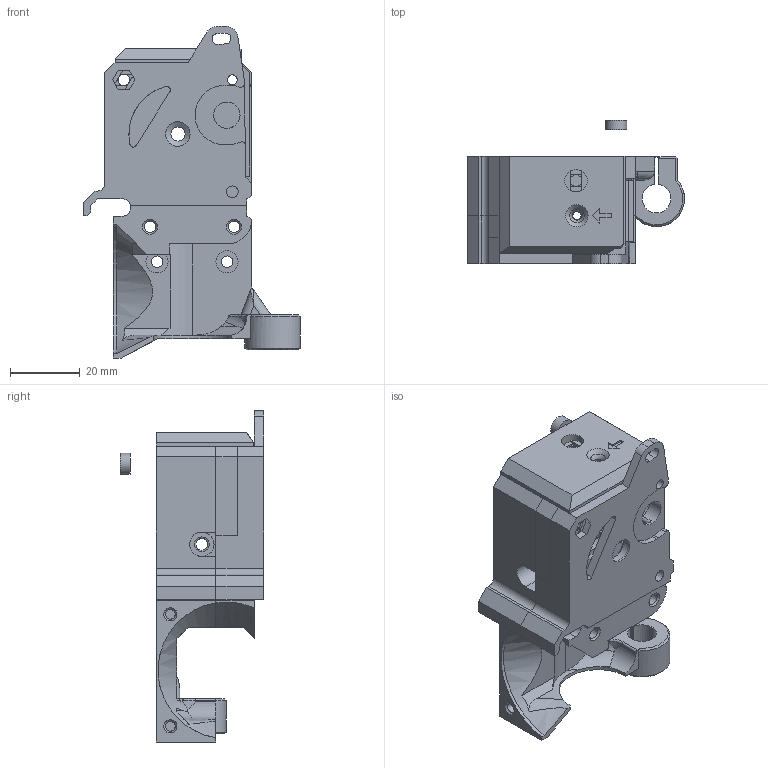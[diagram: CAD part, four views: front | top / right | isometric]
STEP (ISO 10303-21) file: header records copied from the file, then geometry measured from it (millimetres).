
FILE_DESCRIPTION(/* description */ (''),/* implementation_level */ '2;1');
FILE_NAME(/* name */ 'R6 Pruxta VersionB v17.step',/* time_stamp */ '2024-06-21T10:08:57+01:00',/* author */ (''),/* organization */ (''),/* preprocessor_version */ 'ST-DEVELOPER v20',/* originating_system */ 'Autodesk Translation Framework v13.14.0.145',/* authorisation */ '');
FILE_SCHEMA (('AUTOMOTIVE_DESIGN { 1 0 10303 214 3 1 1 }'));
Length unit declared in the file: millimetre
Products named in the file (7): R6 Pruxta VersionB; extruder-body; Mid-Plate; extruder-idler; fs-cover; Motor Plate; Spacer
Assembly tree (6 placements, depth 2):
  R6 Pruxta VersionB
    extruder-body
    Mid-Plate
    extruder-idler
    fs-cover
    Motor Plate
    Spacer
Bounding box: 61.99 x 41 x 94.88 mm (x, y, z)
Volume: 54149.7 mm3; surface area: 32082.2 mm2
Topology: 6 solids, 6 shells, 641 faces, 1786 edges, 1162 vertices
Faces by surface type: plane 426, cylinder 157, cone 44, torus 7, bspline 7
Full cylindrical faces by diameter (mm): 1.8 x1, 2.8 x4, 3.3 x14, 3.35 x1, 3.4 x5, 4.029 x1, 6.1 x1, 6.3 x2, 6.4 x1, 7 x3, 7.523 x1, 8.2 x2, 12.261 x1
Entity records: 21201 total; most frequent: CARTESIAN_POINT 4174, ORIENTED_EDGE 3570, DIRECTION 3470, EDGE_CURVE 1785, LINE 1284, VECTOR 1284, VERTEX_POINT 1162, AXIS2_PLACEMENT_3D 1093
